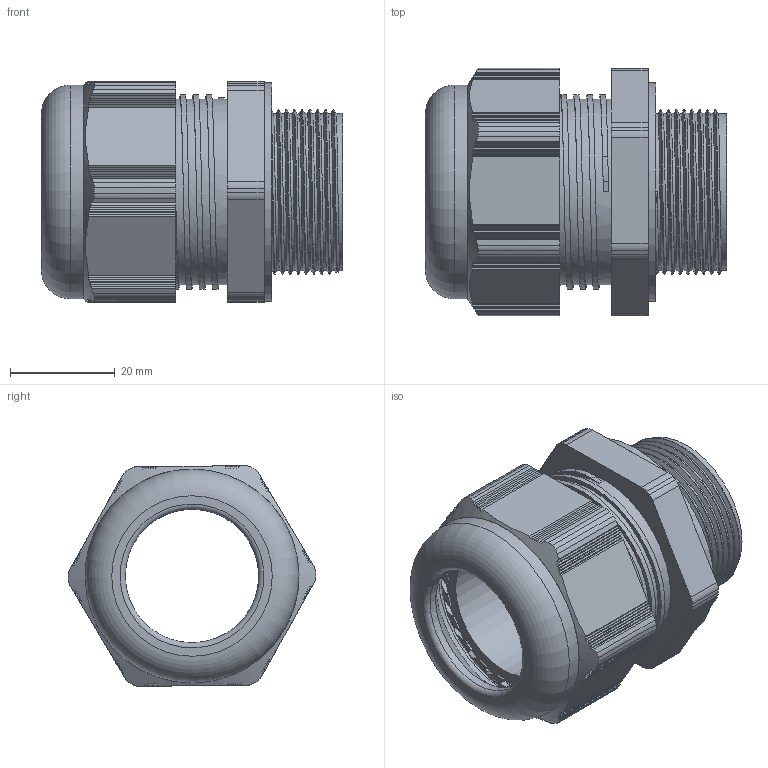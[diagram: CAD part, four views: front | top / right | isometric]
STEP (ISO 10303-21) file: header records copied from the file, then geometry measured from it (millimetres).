
FILE_DESCRIPTION(/* description */ ('Euro-Top X3 HI Poylamid M32 Stutzen'),/* implementation_level */ '2;1');
FILE_NAME(/* name */ '85080532X3HI-RST.stp',/* time_stamp */ '2015-03-04T09:43:53+01:00',/* author */ ('sl'),/* organization */ (''),/* preprocessor_version */ 'ST-DEVELOPER v15.2',/* originating_system */ 'Autodesk Inventor 2014',/* authorisation */ '');
FILE_SCHEMA (('AUTOMOTIVE_DESIGN { 1 0 10303 214 3 1 1 }'));
Length unit declared in the file: millimetre
Products named in the file (5): Euro-Top-X3HI-10-BT-0001-85080532X3HI; Euro-Top-X3HI-10-BT-0002-85080532X3HI; Euro-Top-X3HI-10-BT-0003-85080532X3HI; Euro-Top-X3HI-10-BT-0004-85080532X3HI; Euro-Top-X3HI-10-BG-0001-85080532X3HI
Assembly tree (4 placements, depth 2):
  Euro-Top-X3HI-10-BG-0001-85080532X3HI
    Euro-Top-X3HI-10-BT-0001-85080532X3HI
    Euro-Top-X3HI-10-BT-0002-85080532X3HI
    Euro-Top-X3HI-10-BT-0003-85080532X3HI
    Euro-Top-X3HI-10-BT-0004-85080532X3HI
Bounding box: 57.6 x 47.35 x 42.23 mm (x, y, z)
Volume: 35434.5 mm3; surface area: 28127.3 mm2
Topology: 4 solids, 4 shells, 445 faces, 1283 edges, 853 vertices
Faces by surface type: plane 268, cylinder 103, torus 45, cone 23, bspline 6
Full cylindrical faces by diameter (mm): 25.52 x1, 25.73 x1, 26.04 x1, 29.64 x1, 30.058 x8, 30.51 x1, 31.86 x1, 34.04 x1, 34.84 x1, 35.49 x7, 35.55 x6, 37.19 x7, 40.85 x1, 41.88 x1
Entity records: 17656 total; most frequent: CARTESIAN_POINT 7286, ORIENTED_EDGE 2346, DIRECTION 1966, EDGE_CURVE 1173, VERTEX_POINT 793, AXIS2_PLACEMENT_3D 697, LINE 572, VECTOR 572
